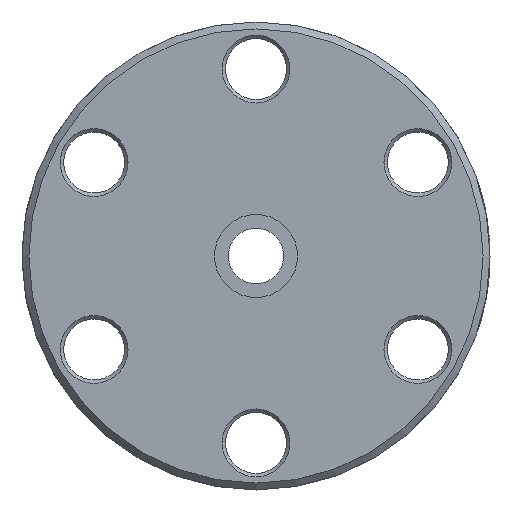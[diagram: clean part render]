
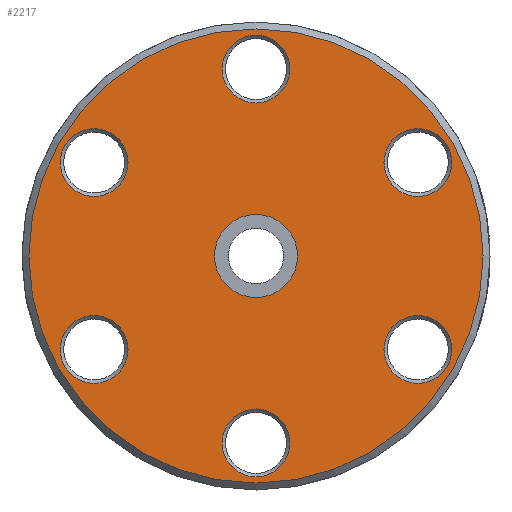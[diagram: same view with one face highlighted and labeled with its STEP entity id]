
A CAD part, front view. The second image highlights one B-rep face of the part: STEP entity #2217.
In plain terms, the highlighted planar face has unit normal (0, -1, 0).
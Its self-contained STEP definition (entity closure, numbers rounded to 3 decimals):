
#205=FACE_BOUND('',#412,.T.);
#206=FACE_BOUND('',#413,.T.);
#207=FACE_BOUND('',#414,.T.);
#208=FACE_BOUND('',#415,.T.);
#209=FACE_BOUND('',#416,.T.);
#210=FACE_BOUND('',#417,.T.);
#211=FACE_BOUND('',#418,.T.);
#228=PLANE('',#2419);
#280=FACE_OUTER_BOUND('',#411,.T.);
#411=EDGE_LOOP('',(#1518));
#412=EDGE_LOOP('',(#1519));
#413=EDGE_LOOP('',(#1520));
#414=EDGE_LOOP('',(#1521));
#415=EDGE_LOOP('',(#1522));
#416=EDGE_LOOP('',(#1523));
#417=EDGE_LOOP('',(#1524));
#418=EDGE_LOOP('',(#1525));
#837=CIRCLE('',#2413,3.);
#841=CIRCLE('',#2418,16.4);
#842=CIRCLE('',#2420,2.45);
#843=CIRCLE('',#2421,2.45);
#844=CIRCLE('',#2422,2.45);
#845=CIRCLE('',#2423,2.45);
#846=CIRCLE('',#2424,2.45);
#847=CIRCLE('',#2425,2.45);
#927=VERTEX_POINT('',#3182);
#931=VERTEX_POINT('',#3192);
#932=VERTEX_POINT('',#3196);
#933=VERTEX_POINT('',#3198);
#934=VERTEX_POINT('',#3200);
#935=VERTEX_POINT('',#3202);
#936=VERTEX_POINT('',#3204);
#937=VERTEX_POINT('',#3206);
#1157=EDGE_CURVE('',#927,#927,#837,.T.);
#1163=EDGE_CURVE('',#931,#931,#841,.T.);
#1164=EDGE_CURVE('',#932,#932,#842,.T.);
#1165=EDGE_CURVE('',#933,#933,#843,.T.);
#1166=EDGE_CURVE('',#934,#934,#844,.T.);
#1167=EDGE_CURVE('',#935,#935,#845,.T.);
#1168=EDGE_CURVE('',#936,#936,#846,.T.);
#1169=EDGE_CURVE('',#937,#937,#847,.T.);
#1518=ORIENTED_EDGE('',*,*,#1163,.F.);
#1519=ORIENTED_EDGE('',*,*,#1157,.T.);
#1520=ORIENTED_EDGE('',*,*,#1164,.F.);
#1521=ORIENTED_EDGE('',*,*,#1165,.F.);
#1522=ORIENTED_EDGE('',*,*,#1166,.F.);
#1523=ORIENTED_EDGE('',*,*,#1167,.F.);
#1524=ORIENTED_EDGE('',*,*,#1168,.F.);
#1525=ORIENTED_EDGE('',*,*,#1169,.F.);
#2217=ADVANCED_FACE('',(#280,#205,#206,#207,#208,#209,#210,#211),#228,.T.);
#2413=AXIS2_PLACEMENT_3D('',#3183,#2635,#2636);
#2418=AXIS2_PLACEMENT_3D('',#3194,#2647,#2648);
#2419=AXIS2_PLACEMENT_3D('',#3195,#2649,#2650);
#2420=AXIS2_PLACEMENT_3D('',#3197,#2651,#2652);
#2421=AXIS2_PLACEMENT_3D('',#3199,#2653,#2654);
#2422=AXIS2_PLACEMENT_3D('',#3201,#2655,#2656);
#2423=AXIS2_PLACEMENT_3D('',#3203,#2657,#2658);
#2424=AXIS2_PLACEMENT_3D('',#3205,#2659,#2660);
#2425=AXIS2_PLACEMENT_3D('',#3207,#2661,#2662);
#2635=DIRECTION('center_axis',(0.,1.,0.));
#2636=DIRECTION('ref_axis',(1.,0.,0.));
#2647=DIRECTION('center_axis',(0.,1.,0.));
#2648=DIRECTION('ref_axis',(1.,0.,0.));
#2649=DIRECTION('center_axis',(0.,-1.,0.));
#2650=DIRECTION('ref_axis',(0.,0.,
-1.));
#2651=DIRECTION('center_axis',(0.,-1.,0.));
#2652=DIRECTION('ref_axis',(0.5,0.,0.866));
#2653=DIRECTION('center_axis',(0.,-1.,0.));
#2654=DIRECTION('ref_axis',(-1.,0.,0.));
#2655=DIRECTION('center_axis',(0.,-1.,0.));
#2656=DIRECTION('ref_axis',(0.5,0.,-0.866));
#2657=DIRECTION('center_axis',(0.,-1.,0.));
#2658=DIRECTION('ref_axis',(1.,0.,0.));
#2659=DIRECTION('center_axis',(0.,-1.,0.));
#2660=DIRECTION('ref_axis',(-0.5,0.,-0.866));
#2661=DIRECTION('center_axis',(0.,-1.,0.));
#2662=DIRECTION('ref_axis',(-0.5,0.,0.866));
#3182=CARTESIAN_POINT('',(-3.,0.,0.));
#3183=CARTESIAN_POINT('Origin',(0.,0.,
0.));
#3192=CARTESIAN_POINT('',(-16.4,0.,0.));
#3194=CARTESIAN_POINT('Origin',(0.,0.,
0.));
#3195=CARTESIAN_POINT('Origin',(-16.9,0.,
0.));
#3196=CARTESIAN_POINT('',(10.466,0.,-8.872));
#3197=CARTESIAN_POINT('Origin',(11.691,0.,-6.75));
#3198=CARTESIAN_POINT('',(2.45,0.,13.5));
#3199=CARTESIAN_POINT('Origin',(0.,0.,
13.5));
#3200=CARTESIAN_POINT('',(-12.916,0.,-4.628));
#3201=CARTESIAN_POINT('Origin',(-11.691,0.,
-6.75));
#3202=CARTESIAN_POINT('',(-2.45,0.,-13.5));
#3203=CARTESIAN_POINT('Origin',(0.,0.,
-13.5));
#3204=CARTESIAN_POINT('',(-10.466,0.,8.872));
#3205=CARTESIAN_POINT('Origin',(-11.691,0.,
6.75));
#3206=CARTESIAN_POINT('',(12.916,0.,4.628));
#3207=CARTESIAN_POINT('Origin',(11.691,0.,6.75));
